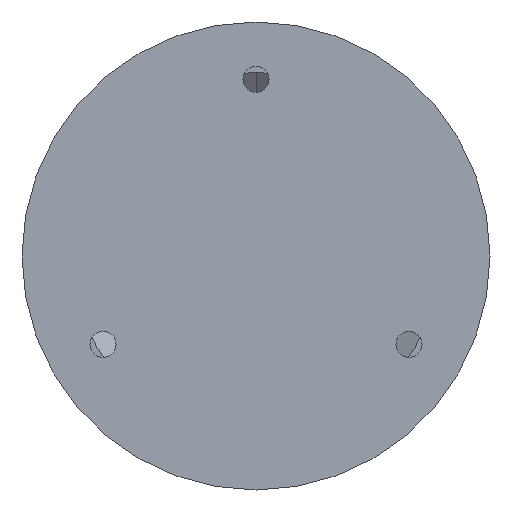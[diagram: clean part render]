
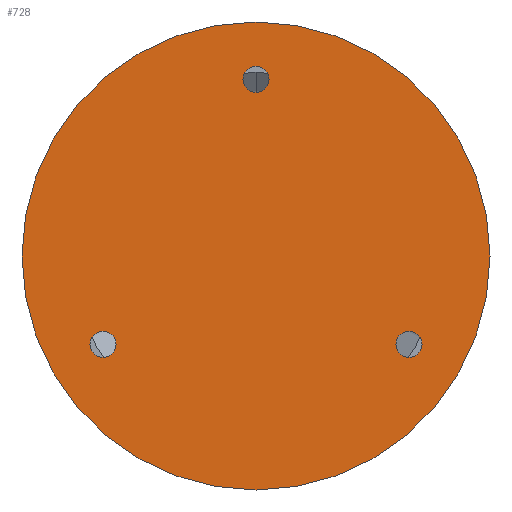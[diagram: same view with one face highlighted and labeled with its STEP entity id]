
A CAD part, front view. The second image highlights one B-rep face of the part: STEP entity #728.
In plain terms, the highlighted planar face has unit normal (0, -1, 0).
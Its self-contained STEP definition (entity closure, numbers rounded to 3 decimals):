
#2 = CARTESIAN_POINT ( 'NONE',  ( 0., -81., 145.506 ) ) ;
#17 = CARTESIAN_POINT ( 'NONE',  ( 0., -81., 0. ) ) ;
#32 = CARTESIAN_POINT ( 'NONE',  ( 117.352, -81., -77.753 ) ) ;
#35 = CARTESIAN_POINT ( 'NONE',  ( 117.352, -81., -57.753 ) ) ;
#45 = VERTEX_POINT ( 'NONE', #676 ) ;
#53 = DIRECTION ( 'NONE',  ( 0., -1., 0. ) ) ;
#58 = DIRECTION ( 'NONE',  ( 0., -1., 0. ) ) ;
#94 = ORIENTED_EDGE ( 'NONE', *, *, #633, .F. ) ;
#99 = VERTEX_POINT ( 'NONE', #32 ) ;
#107 = ORIENTED_EDGE ( 'NONE', *, *, #456, .F. ) ;
#116 = CARTESIAN_POINT ( 'NONE',  ( 0., -81., 179.5 ) ) ;
#158 = AXIS2_PLACEMENT_3D ( 'NONE', #591, #53, #741 ) ;
#166 = EDGE_CURVE ( 'NONE', #229, #502, #371, .T. ) ;
#173 = CIRCLE ( 'NONE', #664, 10. ) ;
#177 = ORIENTED_EDGE ( 'NONE', *, *, #322, .T. ) ;
#179 = AXIS2_PLACEMENT_3D ( 'NONE', #889, #969, #421 ) ;
#180 = CIRCLE ( 'NONE', #959, 179.5 ) ;
#200 = CIRCLE ( 'NONE', #501, 10. ) ;
#215 = DIRECTION ( 'NONE',  ( 0., 0., -1. ) ) ;
#220 = CARTESIAN_POINT ( 'NONE',  ( 117.352, -81., -67.753 ) ) ;
#222 = EDGE_CURVE ( 'NONE', #256, #301, #733, .T. ) ;
#229 = VERTEX_POINT ( 'NONE', #116 ) ;
#237 = AXIS2_PLACEMENT_3D ( 'NONE', #511, #58, #595 ) ;
#238 = CARTESIAN_POINT ( 'NONE',  ( -117.352, -81., -67.753 ) ) ;
#245 = ORIENTED_EDGE ( 'NONE', *, *, #222, .F. ) ;
#251 = PLANE ( 'NONE',  #535 ) ;
#253 = EDGE_LOOP ( 'NONE', ( #284, #177 ) ) ;
#256 = VERTEX_POINT ( 'NONE', #896 ) ;
#271 = DIRECTION ( 'NONE',  ( 0., 0., -1. ) ) ;
#276 = CARTESIAN_POINT ( 'NONE',  ( -117.352, -81., -77.753 ) ) ;
#284 = ORIENTED_EDGE ( 'NONE', *, *, #166, .T. ) ;
#293 = DIRECTION ( 'NONE',  ( 0., 0., -1. ) ) ;
#301 = VERTEX_POINT ( 'NONE', #276 ) ;
#310 = DIRECTION ( 'NONE',  ( 0., 0., -1. ) ) ;
#318 = DIRECTION ( 'NONE',  ( 0., 0., -1. ) ) ;
#322 = EDGE_CURVE ( 'NONE', #502, #229, #180, .T. ) ;
#324 = DIRECTION ( 'NONE',  ( 0., -1., 0. ) ) ;
#333 = CIRCLE ( 'NONE', #237, 10. ) ;
#364 = FACE_BOUND ( 'NONE', #612, .T. ) ;
#368 = EDGE_CURVE ( 'NONE', #649, #45, #773, .T. ) ;
#371 = CIRCLE ( 'NONE', #179, 179.5 ) ;
#382 = AXIS2_PLACEMENT_3D ( 'NONE', #732, #819, #271 ) ;
#385 = CARTESIAN_POINT ( 'NONE',  ( 117.352, -81., -67.753 ) ) ;
#420 = FACE_BOUND ( 'NONE', #439, .T. ) ;
#421 = DIRECTION ( 'NONE',  ( 0., 0., -1. ) ) ;
#439 = EDGE_LOOP ( 'NONE', ( #107, #94 ) ) ;
#456 = EDGE_CURVE ( 'NONE', #855, #99, #624, .T. ) ;
#466 = DIRECTION ( 'NONE',  ( 0., 0., -1. ) ) ;
#501 = AXIS2_PLACEMENT_3D ( 'NONE', #238, #777, #310 ) ;
#502 = VERTEX_POINT ( 'NONE', #532 ) ;
#511 = CARTESIAN_POINT ( 'NONE',  ( 0., -81., 135.506 ) ) ;
#532 = CARTESIAN_POINT ( 'NONE',  ( 0., -81., -179.5 ) ) ;
#535 = AXIS2_PLACEMENT_3D ( 'NONE', #17, #790, #318 ) ;
#552 = EDGE_LOOP ( 'NONE', ( #849, #850 ) ) ;
#574 = FACE_BOUND ( 'NONE', #552, .T. ) ;
#591 = CARTESIAN_POINT ( 'NONE',  ( 0., -81., 135.506 ) ) ;
#595 = DIRECTION ( 'NONE',  ( 0., 0., -1. ) ) ;
#612 = EDGE_LOOP ( 'NONE', ( #245, #1002 ) ) ;
#624 = CIRCLE ( 'NONE', #837, 10. ) ;
#633 = EDGE_CURVE ( 'NONE', #99, #855, #173, .T. ) ;
#649 = VERTEX_POINT ( 'NONE', #2 ) ;
#650 = EDGE_CURVE ( 'NONE', #301, #256, #200, .T. ) ;
#664 = AXIS2_PLACEMENT_3D ( 'NONE', #385, #934, #466 ) ;
#676 = CARTESIAN_POINT ( 'NONE',  ( 0., -81., 125.506 ) ) ;
#728 = ADVANCED_FACE ( 'NONE', ( #420, #807, #574, #364 ), #251, .T. ) ;
#732 = CARTESIAN_POINT ( 'NONE',  ( -117.352, -81., -67.753 ) ) ;
#733 = CIRCLE ( 'NONE', #382, 10. ) ;
#741 = DIRECTION ( 'NONE',  ( 0., 0., -1. ) ) ;
#754 = DIRECTION ( 'NONE',  ( 0., -1., 0. ) ) ;
#773 = CIRCLE ( 'NONE', #158, 10. ) ;
#777 = DIRECTION ( 'NONE',  ( 0., -1., 0. ) ) ;
#790 = DIRECTION ( 'NONE',  ( 0., -1., 0. ) ) ;
#807 = FACE_OUTER_BOUND ( 'NONE', #253, .T. ) ;
#819 = DIRECTION ( 'NONE',  ( 0., -1., 0. ) ) ;
#837 = AXIS2_PLACEMENT_3D ( 'NONE', #220, #754, #293 ) ;
#849 = ORIENTED_EDGE ( 'NONE', *, *, #368, .F. ) ;
#850 = ORIENTED_EDGE ( 'NONE', *, *, #956, .F. ) ;
#855 = VERTEX_POINT ( 'NONE', #35 ) ;
#889 = CARTESIAN_POINT ( 'NONE',  ( 0., -81., 0. ) ) ;
#896 = CARTESIAN_POINT ( 'NONE',  ( -117.352, -81., -57.753 ) ) ;
#934 = DIRECTION ( 'NONE',  ( 0., -1., 0. ) ) ;
#956 = EDGE_CURVE ( 'NONE', #45, #649, #333, .T. ) ;
#957 = CARTESIAN_POINT ( 'NONE',  ( 0., -81., 0. ) ) ;
#959 = AXIS2_PLACEMENT_3D ( 'NONE', #957, #324, #215 ) ;
#969 = DIRECTION ( 'NONE',  ( 0., -1., 0. ) ) ;
#1002 = ORIENTED_EDGE ( 'NONE', *, *, #650, .F. ) ;
